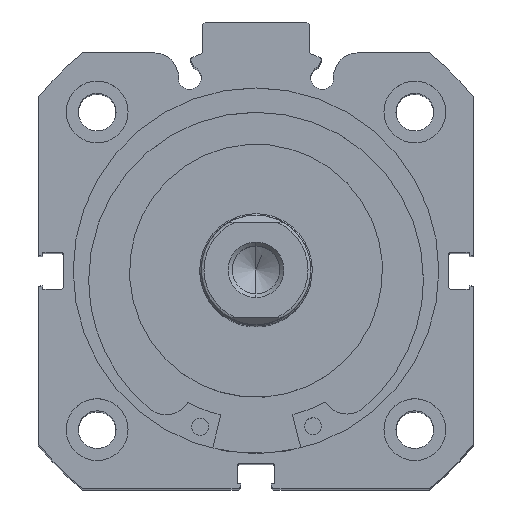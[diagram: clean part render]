
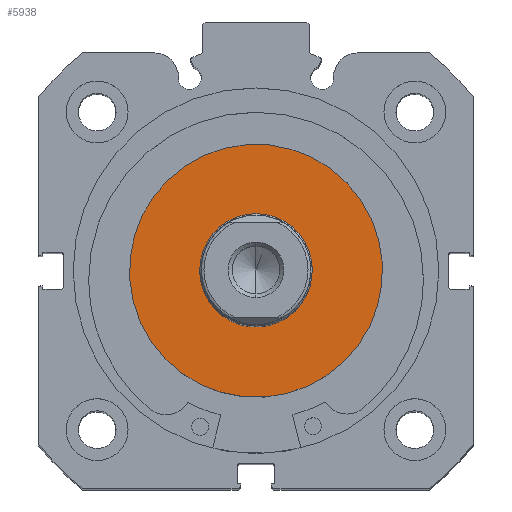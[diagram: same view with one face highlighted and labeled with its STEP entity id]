
A CAD part, top view. The second image highlights one B-rep face of the part: STEP entity #5938.
In plain terms, the highlighted face is planar.
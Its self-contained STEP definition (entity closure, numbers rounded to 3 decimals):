
#175 = DIRECTION ( 'NONE',  ( 0., 0., 1. ) ) ;
#176 = DIRECTION ( 'NONE',  ( -1., 0., 0. ) ) ;
#177 = CARTESIAN_POINT ( 'NONE',  ( 0., 0., 0. ) ) ;
#734 = AXIS2_PLACEMENT_3D ( 'NONE', #177, #176, #175 ) ;
#805 = AXIS2_PLACEMENT_3D ( 'NONE', #1395, #1405, #1406 ) ;
#806 = AXIS2_PLACEMENT_3D ( 'NONE', #1445, #1464, #1465 ) ;
#832 = AXIS2_PLACEMENT_3D ( 'NONE', #1572, #1580, #1581 ) ;
#974 = AXIS2_PLACEMENT_3D ( 'NONE', #3382, #3384, #3385 ) ;
#1395 = CARTESIAN_POINT ( 'NONE',  ( 0., 0., 0. ) ) ;
#1405 = DIRECTION ( 'NONE',  ( -1., 0., 0. ) ) ;
#1406 = DIRECTION ( 'NONE',  ( 0., 0., 1. ) ) ;
#1445 = CARTESIAN_POINT ( 'NONE',  ( 0., 0., 0. ) ) ;
#1464 = DIRECTION ( 'NONE',  ( -1., 0., 0. ) ) ;
#1465 = DIRECTION ( 'NONE',  ( 0., 0., 1. ) ) ;
#1572 = CARTESIAN_POINT ( 'NONE',  ( 0., 0., 0. ) ) ;
#1580 = DIRECTION ( 'NONE',  ( -1., 0., 0. ) ) ;
#1581 = DIRECTION ( 'NONE',  ( 0., 0., 1. ) ) ;
#2002 = CARTESIAN_POINT ( 'NONE',  ( 0., 0., 10. ) ) ;
#2049 = CARTESIAN_POINT ( 'NONE',  ( 0., 0., -22.5 ) ) ;
#2230 = CARTESIAN_POINT ( 'NONE',  ( 0., 0., 22.5 ) ) ;
#2257 = CARTESIAN_POINT ( 'NONE',  ( 0., 0., -10. ) ) ;
#2504 = CIRCLE ( 'NONE', #805, 22.5 ) ;
#2529 = CIRCLE ( 'NONE', #806, 10. ) ;
#2597 = CIRCLE ( 'NONE', #832, 22.5 ) ;
#2927 = FACE_BOUND ( 'NONE', #4711, .T. ) ;
#2938 = FACE_OUTER_BOUND ( 'NONE', #4797, .T. ) ;
#3382 = CARTESIAN_POINT ( 'NONE',  ( 0., 22.5, 0. ) ) ;
#3383 = PLANE ( 'NONE',  #974 ) ;
#3384 = DIRECTION ( 'NONE',  ( 1., 0., 0. ) ) ;
#3385 = DIRECTION ( 'NONE',  ( 0., 0., -1. ) ) ;
#4372 = ORIENTED_EDGE ( 'NONE', *, *, #5095, .T. ) ;
#4373 = ORIENTED_EDGE ( 'NONE', *, *, #5031, .T. ) ;
#4374 = ORIENTED_EDGE ( 'NONE', *, *, #4899, .F. ) ;
#4375 = ORIENTED_EDGE ( 'NONE', *, *, #5049, .F. ) ;
#4711 = EDGE_LOOP ( 'NONE', ( #4375, #4374 ) ) ;
#4797 = EDGE_LOOP ( 'NONE', ( #4373, #4372 ) ) ;
#4899 = EDGE_CURVE ( 'NONE', #5821, #5537, #7134, .T. ) ;
#5031 = EDGE_CURVE ( 'NONE', #5794, #5586, #2504, .T. ) ;
#5049 = EDGE_CURVE ( 'NONE', #5537, #5821, #2529, .T. ) ;
#5095 = EDGE_CURVE ( 'NONE', #5586, #5794, #2597, .T. ) ;
#5537 = VERTEX_POINT ( 'NONE', #2002 ) ;
#5586 = VERTEX_POINT ( 'NONE', #2049 ) ;
#5794 = VERTEX_POINT ( 'NONE', #2230 ) ;
#5821 = VERTEX_POINT ( 'NONE', #2257 ) ;
#5938 = ADVANCED_FACE ( 'NONE', ( #2927, #2938 ), #3383, .F. ) ;
#7134 = CIRCLE ( 'NONE', #734, 10. ) ;
